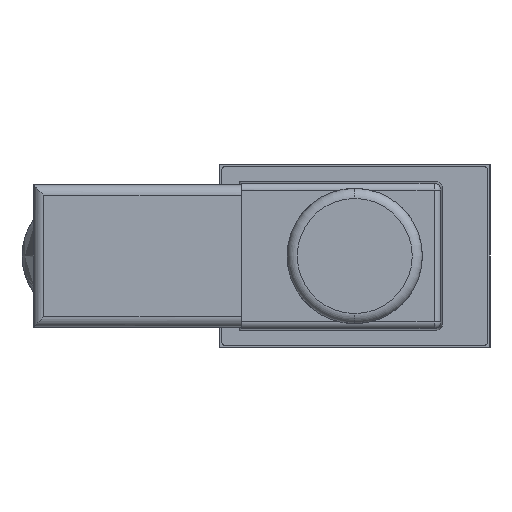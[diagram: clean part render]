
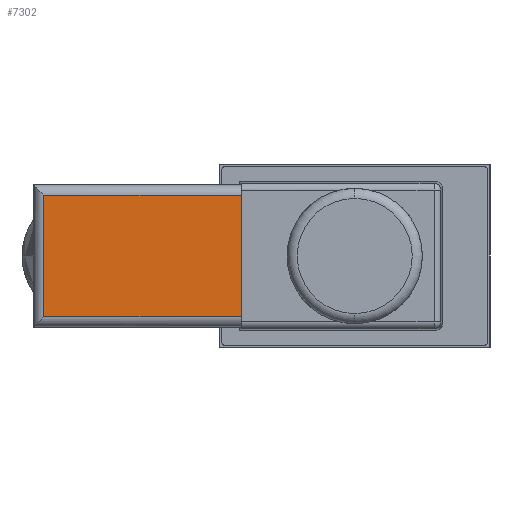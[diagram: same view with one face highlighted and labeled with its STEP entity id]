
A CAD part, left-side view. The second image highlights one B-rep face of the part: STEP entity #7302.
In plain terms, the highlighted planar face has unit normal (-1, 0, 0).
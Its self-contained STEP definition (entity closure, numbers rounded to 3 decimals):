
#34 = EDGE_CURVE ( 'NONE', #759, #4367, #4036, .T. ) ;
#403 = CARTESIAN_POINT ( 'NONE',  ( -97.7, 16.762, 10.5 ) ) ;
#502 = LINE ( 'NONE', #5743, #7169 ) ;
#630 = CARTESIAN_POINT ( 'NONE',  ( -97.7, -500000., 10.5 ) ) ;
#759 = VERTEX_POINT ( 'NONE', #4731 ) ;
#1119 = CARTESIAN_POINT ( 'NONE',  ( -97.7, 46., -9. ) ) ;
#1294 = DIRECTION ( 'NONE',  ( 0., 1., 0. ) ) ;
#1453 = AXIS2_PLACEMENT_3D ( 'NONE', #630, #5197, #1294 ) ;
#2126 = VECTOR ( 'NONE', #3009, 1000. ) ;
#2529 = VERTEX_POINT ( 'NONE', #7936 ) ;
#3009 = DIRECTION ( 'NONE',  ( 0., 0., -1. ) ) ;
#3581 = FACE_OUTER_BOUND ( 'NONE', #4576, .T. ) ;
#3863 = LINE ( 'NONE', #403, #2126 ) ;
#3993 = ORIENTED_EDGE ( 'NONE', *, *, #7874, .F. ) ;
#4036 = LINE ( 'NONE', #4102, #5575 ) ;
#4102 = CARTESIAN_POINT ( 'NONE',  ( -97.7, -500000., -9. ) ) ;
#4367 = VERTEX_POINT ( 'NONE', #1119 ) ;
#4520 = DIRECTION ( 'NONE',  ( 0., 0., 1. ) ) ;
#4576 = EDGE_LOOP ( 'NONE', ( #5187, #7457, #3993, #7741 ) ) ;
#4731 = CARTESIAN_POINT ( 'NONE',  ( -97.7, 16.762, -9. ) ) ;
#4817 = DIRECTION ( 'NONE',  ( 0., 1., 0. ) ) ;
#5187 = ORIENTED_EDGE ( 'NONE', *, *, #5259, .F. ) ;
#5197 = DIRECTION ( 'NONE',  ( -1., 0., 0. ) ) ;
#5259 = EDGE_CURVE ( 'NONE', #8341, #759, #3863, .T. ) ;
#5277 = LINE ( 'NONE', #8327, #6574 ) ;
#5575 = VECTOR ( 'NONE', #4817, 1000. ) ;
#5743 = CARTESIAN_POINT ( 'NONE',  ( -97.7, -500000., 9. ) ) ;
#6276 = CARTESIAN_POINT ( 'NONE',  ( -97.7, 16.762, 9. ) ) ;
#6385 = DIRECTION ( 'NONE',  ( 0., -1., 0. ) ) ;
#6574 = VECTOR ( 'NONE', #4520, 1000. ) ;
#7169 = VECTOR ( 'NONE', #6385, 1000. ) ;
#7302 = ADVANCED_FACE ( 'NONE', ( #3581 ), #7711, .T. ) ;
#7457 = ORIENTED_EDGE ( 'NONE', *, *, #7761, .F. ) ;
#7711 = PLANE ( 'NONE',  #1453 ) ;
#7741 = ORIENTED_EDGE ( 'NONE', *, *, #34, .F. ) ;
#7761 = EDGE_CURVE ( 'NONE', #2529, #8341, #502, .T. ) ;
#7874 = EDGE_CURVE ( 'NONE', #4367, #2529, #5277, .T. ) ;
#7936 = CARTESIAN_POINT ( 'NONE',  ( -97.7, 46., 9. ) ) ;
#8327 = CARTESIAN_POINT ( 'NONE',  ( -97.7, 46., 10.5 ) ) ;
#8341 = VERTEX_POINT ( 'NONE', #6276 ) ;
